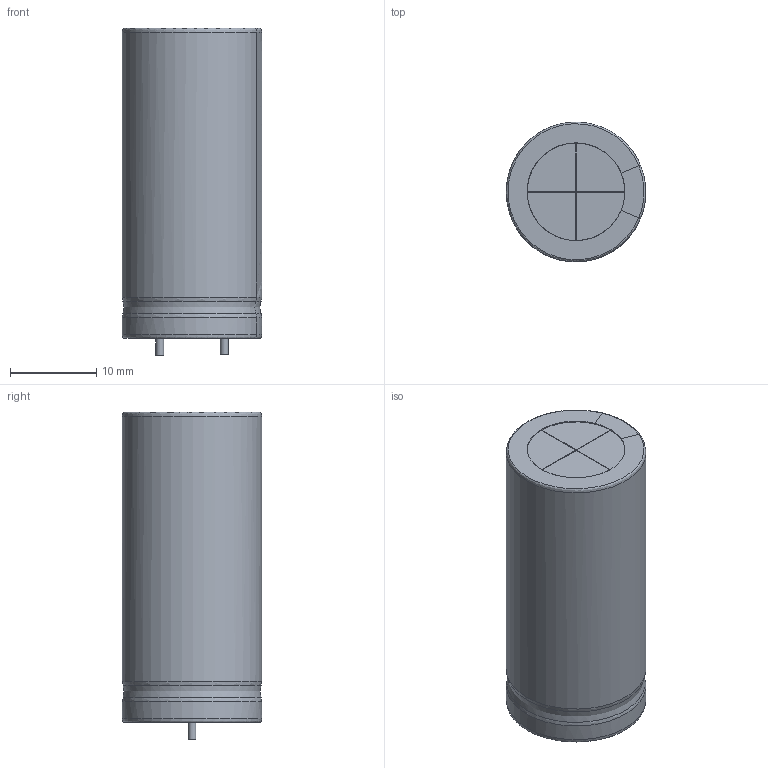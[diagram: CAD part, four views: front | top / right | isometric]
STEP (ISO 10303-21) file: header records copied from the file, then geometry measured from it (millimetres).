
FILE_DESCRIPTION(('FreeCAD Model'),'2;1');
FILE_NAME('Open CASCADE Shape Model','2022-05-21T12:58:19',('Author'),( ''),'Open CASCADE STEP processor 7.5','FreeCAD','Unknown');
FILE_SCHEMA(('AUTOMOTIVE_DESIGN { 1 0 10303 214 1 1 1 1 }'));
Length unit declared in the file: millimetre
Products named in the file (6): Shrink-Tube-Black-scaled; Golden-Stripe-scaled; Black-Stripes-scaled; Bottom-Plate-scaled; Top-Plate-scaled; Pins001
Bounding box: 16.2 x 16.19 x 38 mm (x, y, z)
Surface area: 2277.2 mm2 (no closed solid volume)
Topology: 0 solids, 51 shells, 51 faces, 288 edges, 286 vertices
Faces by surface type: bspline 47, plane 2, cylinder 2
Full cylindrical faces by diameter (mm): 0.9 x2
Entity records: 7479 total; most frequent: CARTESIAN_POINT 4402, B_SPLINE_CURVE_WITH_KNOTS 454, ORIENTED_EDGE 290, PCURVE 290, DEFINITIONAL_REPRESENTATION 290, EDGE_CURVE 288, VERTEX_POINT 286, SURFACE_CURVE 286
